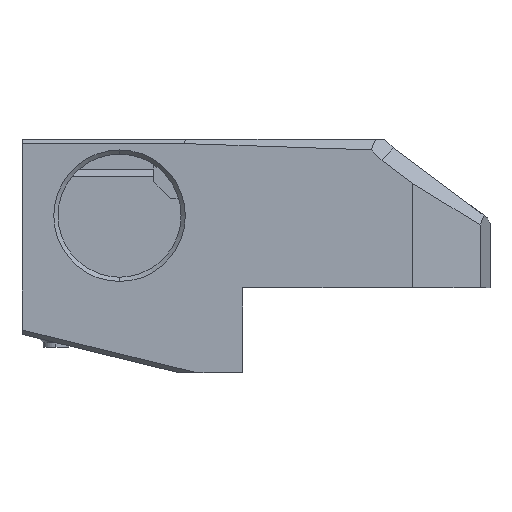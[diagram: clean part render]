
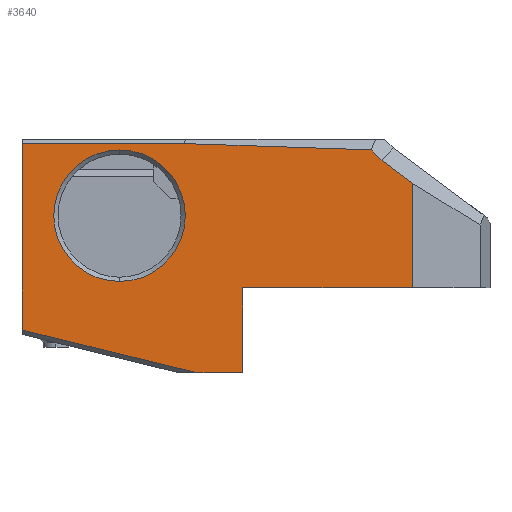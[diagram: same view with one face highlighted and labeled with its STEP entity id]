
A CAD part, left-side view. The second image highlights one B-rep face of the part: STEP entity #3640.
In plain terms, the highlighted planar face has unit normal (-1, 0, 0).
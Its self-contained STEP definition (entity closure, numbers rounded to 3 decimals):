
#144 = VERTEX_POINT ( 'NONE', #1211 ) ;
#371 = CARTESIAN_POINT ( 'NONE',  ( -20., -35., 1. ) ) ;
#551 = CARTESIAN_POINT ( 'NONE',  ( -20., 33.802, 0.899 ) ) ;
#673 = CARTESIAN_POINT ( 'NONE',  ( -20., 33.769, -53. ) ) ;
#740 = VERTEX_POINT ( 'NONE', #1624 ) ;
#820 = EDGE_CURVE ( 'NONE', #4665, #4172, #5805, .T. ) ;
#855 = CARTESIAN_POINT ( 'NONE',  ( -20., -9.868, -3.035 ) ) ;
#918 = CARTESIAN_POINT ( 'NONE',  ( -20., -23.627, -13.277 ) ) ;
#1116 = VERTEX_POINT ( 'NONE', #6100 ) ;
#1167 = CARTESIAN_POINT ( 'NONE',  ( -20., 52., -31.5 ) ) ;
#1211 = CARTESIAN_POINT ( 'NONE',  ( -20., -7.307, -0.474 ) ) ;
#1246 = LINE ( 'NONE', #2116, #6152 ) ;
#1286 = LINE ( 'NONE', #2343, #1712 ) ;
#1313 = ORIENTED_EDGE ( 'NONE', *, *, #1609, .T. ) ;
#1322 = VERTEX_POINT ( 'NONE', #855 ) ;
#1451 = DIRECTION ( 'NONE',  ( 0., 0., -1. ) ) ;
#1579 = DIRECTION ( 'NONE',  ( 1., 0., 0. ) ) ;
#1607 = ORIENTED_EDGE ( 'NONE', *, *, #1950, .T. ) ;
#1609 = EDGE_CURVE ( 'NONE', #144, #5138, #2982, .T. ) ;
#1624 = CARTESIAN_POINT ( 'NONE',  ( -20., -17.05, -8.381 ) ) ;
#1626 = CARTESIAN_POINT ( 'NONE',  ( -20., 23., -33. ) ) ;
#1712 = VECTOR ( 'NONE', #3292, 1000. ) ;
#1742 = DIRECTION ( 'NONE',  ( 0., 0., -1. ) ) ;
#1750 = VECTOR ( 'NONE', #1742, 1000. ) ;
#1814 = CARTESIAN_POINT ( 'NONE',  ( -20., 52., -0.5 ) ) ;
#1829 = EDGE_CURVE ( 'NONE', #1322, #144, #3169, .T. ) ;
#1875 = ORIENTED_EDGE ( 'NONE', *, *, #1829, .T. ) ;
#1922 = CARTESIAN_POINT ( 'NONE',  ( -20., 52., -16. ) ) ;
#1950 = EDGE_CURVE ( 'NONE', #4993, #5878, #4687, .T. ) ;
#2006 = PLANE ( 'NONE',  #2785 ) ;
#2116 = CARTESIAN_POINT ( 'NONE',  ( -20., -18.527, -65.721 ) ) ;
#2162 = EDGE_CURVE ( 'NONE', #1116, #6178, #1246, .T. ) ;
#2192 = EDGE_CURVE ( 'NONE', #4172, #2814, #6110, .T. ) ;
#2255 = EDGE_LOOP ( 'NONE', ( #1607, #4600 ) ) ;
#2343 = CARTESIAN_POINT ( 'NONE',  ( -20., -17.05, -33. ) ) ;
#2399 = FACE_OUTER_BOUND ( 'NONE', #3818, .T. ) ;
#2659 = AXIS2_PLACEMENT_3D ( 'NONE', #4996, #1579, #1451 ) ;
#2717 = EDGE_CURVE ( 'NONE', #740, #1322, #6350, .T. ) ;
#2728 = CARTESIAN_POINT ( 'NONE',  ( -20., -17.05, -33. ) ) ;
#2738 = VECTOR ( 'NONE', #5246, 1000. ) ;
#2785 = AXIS2_PLACEMENT_3D ( 'NONE', #5964, #2931, #4926 ) ;
#2792 = DIRECTION ( 'NONE',  ( 0., 1., 0. ) ) ;
#2814 = VERTEX_POINT ( 'NONE', #5888 ) ;
#2931 = DIRECTION ( 'NONE',  ( 1., 0., 0. ) ) ;
#2941 = DIRECTION ( 'NONE',  ( 1., 0., 0. ) ) ;
#2966 = LINE ( 'NONE', #5517, #3371 ) ;
#2982 = LINE ( 'NONE', #551, #5245 ) ;
#3150 = ORIENTED_EDGE ( 'NONE', *, *, #2717, .T. ) ;
#3169 = LINE ( 'NONE', #5168, #3489 ) ;
#3177 = CARTESIAN_POINT ( 'NONE',  ( -20., 75., 1. ) ) ;
#3292 = DIRECTION ( 'NONE',  ( 0., 0., 1. ) ) ;
#3371 = VECTOR ( 'NONE', #5970, 1000. ) ;
#3393 = CIRCLE ( 'NONE', #2659, 15.5 ) ;
#3402 = VECTOR ( 'NONE', #6334, 1000. ) ;
#3489 = VECTOR ( 'NONE', #6240, 1000. ) ;
#3640 = ADVANCED_FACE ( 'NONE', ( #2399, #5545 ), #2006, .F. ) ;
#3653 = DIRECTION ( 'NONE',  ( 0., -0.972, -0.236 ) ) ;
#3748 = LINE ( 'NONE', #5739, #2738 ) ;
#3771 = LINE ( 'NONE', #371, #3913 ) ;
#3786 = DIRECTION ( 'NONE',  ( 0., 0., -1. ) ) ;
#3818 = EDGE_LOOP ( 'NONE', ( #1875, #1313, #5306, #4490, #6215, #6452, #5503, #4629, #5865, #3150 ) ) ;
#3905 = CARTESIAN_POINT ( 'NONE',  ( -20., 36.824, 1. ) ) ;
#3913 = VECTOR ( 'NONE', #2792, 1000. ) ;
#3993 = DIRECTION ( 'NONE',  ( 0., 0.999, 0.033 ) ) ;
#4172 = VERTEX_POINT ( 'NONE', #1626 ) ;
#4175 = CARTESIAN_POINT ( 'NONE',  ( -20., 23., -35. ) ) ;
#4242 = CARTESIAN_POINT ( 'NONE',  ( -20., 28.95, -33. ) ) ;
#4361 = EDGE_CURVE ( 'NONE', #4665, #740, #1286, .T. ) ;
#4490 = ORIENTED_EDGE ( 'NONE', *, *, #6405, .F. ) ;
#4491 = AXIS2_PLACEMENT_3D ( 'NONE', #1922, #2941, #3786 ) ;
#4600 = ORIENTED_EDGE ( 'NONE', *, *, #4843, .T. ) ;
#4629 = ORIENTED_EDGE ( 'NONE', *, *, #820, .F. ) ;
#4665 = VERTEX_POINT ( 'NONE', #2728 ) ;
#4687 = CIRCLE ( 'NONE', #4491, 15.5 ) ;
#4742 = EDGE_CURVE ( 'NONE', #5138, #5471, #3771, .T. ) ;
#4843 = EDGE_CURVE ( 'NONE', #5878, #4993, #3393, .T. ) ;
#4926 = DIRECTION ( 'NONE',  ( 0., 0., -1. ) ) ;
#4993 = VERTEX_POINT ( 'NONE', #1814 ) ;
#4996 = CARTESIAN_POINT ( 'NONE',  ( -20., 52., -16. ) ) ;
#5138 = VERTEX_POINT ( 'NONE', #3905 ) ;
#5168 = CARTESIAN_POINT ( 'NONE',  ( -20., -8.662, -1.828 ) ) ;
#5245 = VECTOR ( 'NONE', #3993, 1000. ) ;
#5246 = DIRECTION ( 'NONE',  ( 0., 0., 1. ) ) ;
#5306 = ORIENTED_EDGE ( 'NONE', *, *, #4742, .T. ) ;
#5429 = VECTOR ( 'NONE', #5956, 1000. ) ;
#5471 = VERTEX_POINT ( 'NONE', #3177 ) ;
#5503 = ORIENTED_EDGE ( 'NONE', *, *, #2192, .F. ) ;
#5517 = CARTESIAN_POINT ( 'NONE',  ( -20., 75., -53. ) ) ;
#5545 = FACE_BOUND ( 'NONE', #2255, .T. ) ;
#5739 = CARTESIAN_POINT ( 'NONE',  ( -20., 75., 0. ) ) ;
#5805 = LINE ( 'NONE', #4242, #3402 ) ;
#5865 = ORIENTED_EDGE ( 'NONE', *, *, #4361, .T. ) ;
#5878 = VERTEX_POINT ( 'NONE', #1167 ) ;
#5888 = CARTESIAN_POINT ( 'NONE',  ( -20., 23., -53. ) ) ;
#5956 = DIRECTION ( 'NONE',  ( 0., 0.802, 0.597 ) ) ;
#5964 = CARTESIAN_POINT ( 'NONE',  ( -20., -35., 2. ) ) ;
#5970 = DIRECTION ( 'NONE',  ( 0., -1., 0. ) ) ;
#6100 = CARTESIAN_POINT ( 'NONE',  ( -20., 75., -42.971 ) ) ;
#6110 = LINE ( 'NONE', #4175, #1750 ) ;
#6152 = VECTOR ( 'NONE', #3653, 1000. ) ;
#6178 = VERTEX_POINT ( 'NONE', #673 ) ;
#6215 = ORIENTED_EDGE ( 'NONE', *, *, #2162, .T. ) ;
#6240 = DIRECTION ( 'NONE',  ( 0., 0.707, 0.707 ) ) ;
#6334 = DIRECTION ( 'NONE',  ( 0., 1., 0. ) ) ;
#6350 = LINE ( 'NONE', #918, #5429 ) ;
#6405 = EDGE_CURVE ( 'NONE', #1116, #5471, #3748, .T. ) ;
#6452 = ORIENTED_EDGE ( 'NONE', *, *, #6475, .T. ) ;
#6475 = EDGE_CURVE ( 'NONE', #6178, #2814, #2966, .T. ) ;
